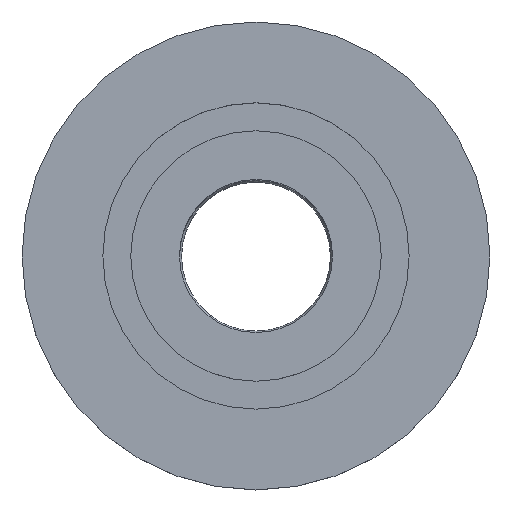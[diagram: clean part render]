
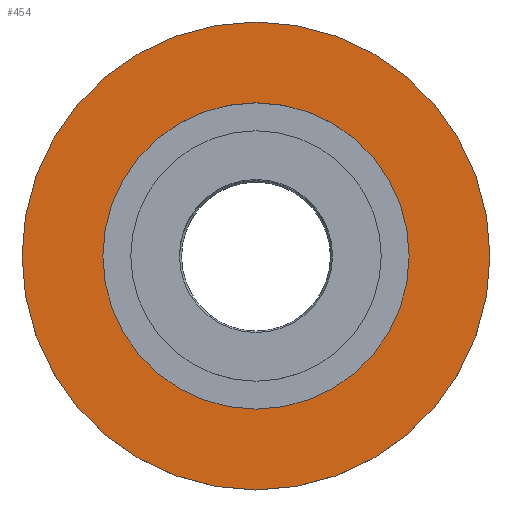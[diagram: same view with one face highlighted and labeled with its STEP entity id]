
A CAD part, top view. The second image highlights one B-rep face of the part: STEP entity #454.
In plain terms, the highlighted planar face has unit normal (0, 0, 1).
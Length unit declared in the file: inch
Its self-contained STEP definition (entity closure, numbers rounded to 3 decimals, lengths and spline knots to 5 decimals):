
#25=PLANE('',#535);
#62=FACE_BOUND('',#153,.T.);
#100=FACE_OUTER_BOUND('',#152,.T.);
#152=EDGE_LOOP('',(#346));
#153=EDGE_LOOP('',(#347));
#212=CIRCLE('',#523,0.7875);
#219=CIRCLE('',#536,0.5155);
#251=VERTEX_POINT('',#769);
#258=VERTEX_POINT('',#789);
#290=EDGE_CURVE('',#251,#251,#212,.T.);
#297=EDGE_CURVE('',#258,#258,#219,.T.);
#346=ORIENTED_EDGE('',*,*,#290,.F.);
#347=ORIENTED_EDGE('',*,*,#297,.T.);
#454=ADVANCED_FACE('',(#100,#62),#25,.F.);
#523=AXIS2_PLACEMENT_3D('',#770,#623,#624);
#535=AXIS2_PLACEMENT_3D('',#788,#647,#648);
#536=AXIS2_PLACEMENT_3D('',#790,#649,#650);
#623=DIRECTION('center_axis',(0.,0.,-1.));
#624=DIRECTION('ref_axis',(-1.,0.,0.));
#647=DIRECTION('center_axis',(0.,0.,-1.));
#648=DIRECTION('ref_axis',(-1.,0.,0.));
#649=DIRECTION('center_axis',(0.,0.,-1.));
#650=DIRECTION('ref_axis',(-1.,0.,0.));
#769=CARTESIAN_POINT('',(0.7875,0.,0.));
#770=CARTESIAN_POINT('Origin',(0.,0.,0.));
#788=CARTESIAN_POINT('Origin',(0.,0.,0.));
#789=CARTESIAN_POINT('',(0.5155,0.,0.));
#790=CARTESIAN_POINT('Origin',(0.,0.,0.));
